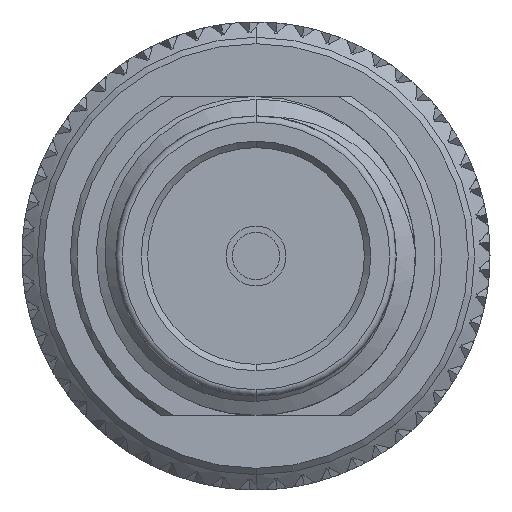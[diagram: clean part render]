
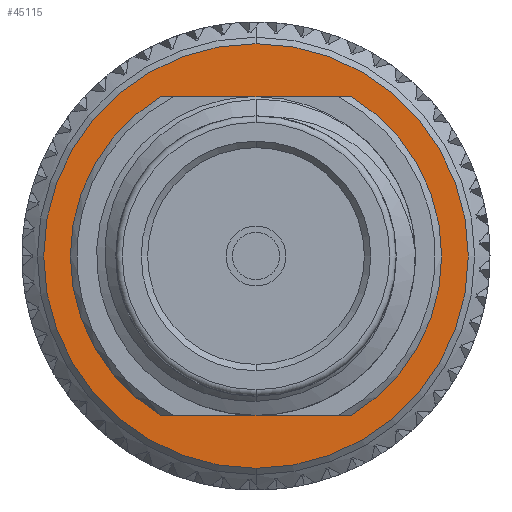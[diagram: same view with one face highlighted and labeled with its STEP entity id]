
A CAD part, left-side view. The second image highlights one B-rep face of the part: STEP entity #45115.
In plain terms, the highlighted planar face has unit normal (-1, 0, 0).
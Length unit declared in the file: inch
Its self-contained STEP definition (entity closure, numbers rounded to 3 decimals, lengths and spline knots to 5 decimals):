
#1805 = DIRECTION ( 'NONE',  ( 1., 0., 0. ) ) ;
#4392 = CIRCLE ( 'NONE', #10457, 0.14562 ) ;
#6989 = EDGE_CURVE ( 'NONE', #62521, #65692, #42419, .T. ) ;
#10058 = CARTESIAN_POINT ( 'NONE',  ( 0.38352, -0.22337, 0.125 ) ) ;
#10219 = VECTOR ( 'NONE', #64255, 39.37008 ) ;
#10457 = AXIS2_PLACEMENT_3D ( 'NONE', #23271, #39888, #39649 ) ;
#11966 = ORIENTED_EDGE ( 'NONE', *, *, #29816, .T. ) ;
#13057 = CARTESIAN_POINT ( 'NONE',  ( 0.38352, 0., 0. ) ) ;
#13590 = LINE ( 'NONE', #70383, #10219 ) ;
#13656 = EDGE_LOOP ( 'NONE', ( #26632, #58986 ) ) ;
#16946 = FACE_OUTER_BOUND ( 'NONE', #13656, .T. ) ;
#18779 = AXIS2_PLACEMENT_3D ( 'NONE', #23973, #1805, #51470 ) ;
#18781 = DIRECTION ( 'NONE',  ( 0., 0., 1. ) ) ;
#23271 = CARTESIAN_POINT ( 'NONE',  ( 0.38352, 0., 0. ) ) ;
#23583 = EDGE_CURVE ( 'NONE', #64103, #65198, #48505, .T. ) ;
#23973 = CARTESIAN_POINT ( 'NONE',  ( 0.38352, 0., 0. ) ) ;
#24149 = EDGE_CURVE ( 'NONE', #65692, #27789, #13590, .T. ) ;
#25232 = CIRCLE ( 'NONE', #67453, 0.16652 ) ;
#25495 = DIRECTION ( 'NONE',  ( 0., 0., 1. ) ) ;
#25590 = AXIS2_PLACEMENT_3D ( 'NONE', #52504, #30961, #25495 ) ;
#26300 = DIRECTION ( 'NONE',  ( 0., -1., 0. ) ) ;
#26632 = ORIENTED_EDGE ( 'NONE', *, *, #23583, .T. ) ;
#26913 = CARTESIAN_POINT ( 'NONE',  ( 0.38352, 0.0747, -0.125 ) ) ;
#27281 = ORIENTED_EDGE ( 'NONE', *, *, #32379, .T. ) ;
#27283 = DIRECTION ( 'NONE',  ( -1., 0., 0. ) ) ;
#27789 = VERTEX_POINT ( 'NONE', #26913 ) ;
#27966 = CARTESIAN_POINT ( 'NONE',  ( 0.38352, -0.0747, -0.125 ) ) ;
#29816 = EDGE_CURVE ( 'NONE', #39169, #62521, #35971, .T. ) ;
#30961 = DIRECTION ( 'NONE',  ( -1., 0., 0. ) ) ;
#32168 = EDGE_LOOP ( 'NONE', ( #50203, #70384, #27281, #11966 ) ) ;
#32379 = EDGE_CURVE ( 'NONE', #27789, #39169, #4392, .T. ) ;
#33178 = DIRECTION ( 'NONE',  ( 0., 0., 1. ) ) ;
#35971 = LINE ( 'NONE', #10058, #49540 ) ;
#38069 = AXIS2_PLACEMENT_3D ( 'NONE', #13057, #61281, #18781 ) ;
#39169 = VERTEX_POINT ( 'NONE', #63252 ) ;
#39649 = DIRECTION ( 'NONE',  ( 0., 0., -1. ) ) ;
#39888 = DIRECTION ( 'NONE',  ( 1., 0., 0. ) ) ;
#40180 = CARTESIAN_POINT ( 'NONE',  ( 0.38352, 0., 0.16652 ) ) ;
#42419 = CIRCLE ( 'NONE', #18779, 0.14562 ) ;
#44167 = FACE_BOUND ( 'NONE', #32168, .T. ) ;
#45115 = ADVANCED_FACE ( 'NONE', ( #16946, #44167 ), #59110, .T. ) ;
#48505 = CIRCLE ( 'NONE', #38069, 0.16652 ) ;
#49540 = VECTOR ( 'NONE', #26300, 39.37008 ) ;
#50203 = ORIENTED_EDGE ( 'NONE', *, *, #6989, .T. ) ;
#51470 = DIRECTION ( 'NONE',  ( 0., 0., -1. ) ) ;
#52397 = EDGE_CURVE ( 'NONE', #65198, #64103, #25232, .T. ) ;
#52504 = CARTESIAN_POINT ( 'NONE',  ( 0.38352, 0.14562, 0. ) ) ;
#53026 = CARTESIAN_POINT ( 'NONE',  ( 0.38352, 0., -0.16652 ) ) ;
#54018 = CARTESIAN_POINT ( 'NONE',  ( 0.38352, 0., 0. ) ) ;
#58986 = ORIENTED_EDGE ( 'NONE', *, *, #52397, .T. ) ;
#59110 = PLANE ( 'NONE',  #25590 ) ;
#61281 = DIRECTION ( 'NONE',  ( -1., 0., 0. ) ) ;
#62521 = VERTEX_POINT ( 'NONE', #67910 ) ;
#63252 = CARTESIAN_POINT ( 'NONE',  ( 0.38352, 0.0747, 0.125 ) ) ;
#64103 = VERTEX_POINT ( 'NONE', #53026 ) ;
#64255 = DIRECTION ( 'NONE',  ( 0., 1., 0. ) ) ;
#65198 = VERTEX_POINT ( 'NONE', #40180 ) ;
#65692 = VERTEX_POINT ( 'NONE', #27966 ) ;
#67453 = AXIS2_PLACEMENT_3D ( 'NONE', #54018, #27283, #33178 ) ;
#67910 = CARTESIAN_POINT ( 'NONE',  ( 0.38352, -0.0747, 0.125 ) ) ;
#70384 = ORIENTED_EDGE ( 'NONE', *, *, #24149, .T. ) ;
#70383 = CARTESIAN_POINT ( 'NONE',  ( 0.38352, -0.22337, -0.125 ) ) ;
